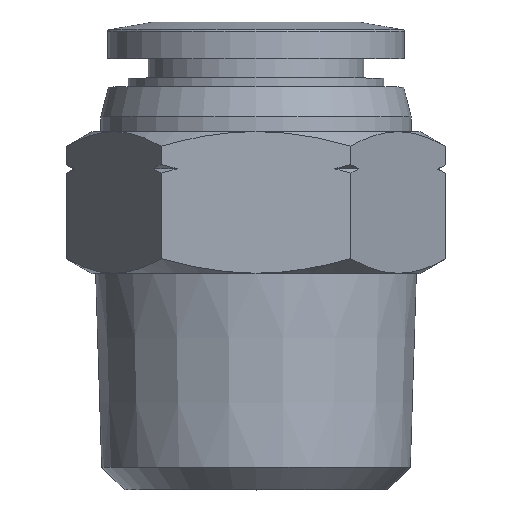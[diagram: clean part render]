
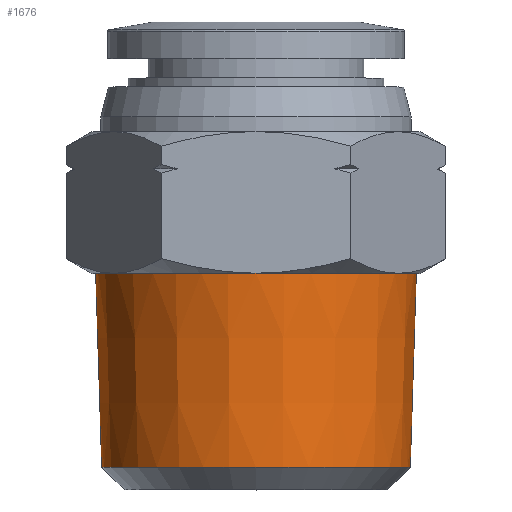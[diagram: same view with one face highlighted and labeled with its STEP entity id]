
A CAD part, top view. The second image highlights one B-rep face of the part: STEP entity #1676.
In plain terms, the highlighted conical face has half-angle 1.79 degrees and reference radius 10.547 mm.
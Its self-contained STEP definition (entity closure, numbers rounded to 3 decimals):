
#1642=CARTESIAN_POINT('',(-10.344,1.499,0.0));
#1643=VERTEX_POINT('',#1642);
#1644=CARTESIAN_POINT('',(0.0,1.499,0.0));
#1645=DIRECTION('',(0.0,1.0,0.0));
#1646=DIRECTION('',(-1.0,0.0,0.0));
#1647=AXIS2_PLACEMENT_3D('',#1644,#1645,#1646);
#1648=CIRCLE('',#1647,10.344);
#1649=EDGE_CURVE('',#1643,#1643,#1648,.T.);
#1657=CARTESIAN_POINT('',(0.0,8.,0.0));
#1658=DIRECTION('',(0.0,1.0,0.0));
#1659=DIRECTION('',(-1.0,0.0,0.0));
#1660=AXIS2_PLACEMENT_3D('',#1657,#1658,#1659);
#1661=CONICAL_SURFACE('',#1660,10.547,1.79);
#1662=CARTESIAN_POINT('',(-10.75,14.5,0.0));
#1663=VERTEX_POINT('',#1662);
#1664=CARTESIAN_POINT('',(0.0,14.5,0.0));
#1665=DIRECTION('',(0.0,1.0,0.0));
#1666=DIRECTION('',(-1.0,0.0,0.0));
#1667=AXIS2_PLACEMENT_3D('',#1664,#1665,#1666);
#1668=CIRCLE('',#1667,10.75);
#1669=EDGE_CURVE('',#1663,#1663,#1668,.T.);
#1670=ORIENTED_EDGE('',*,*,#1669,.F.);
#1671=EDGE_LOOP('',(#1670));
#1672=FACE_OUTER_BOUND('',#1671,.T.);
#1673=ORIENTED_EDGE('',*,*,#1649,.T.);
#1674=EDGE_LOOP('',(#1673));
#1675=FACE_BOUND('',#1674,.T.);
#1676=ADVANCED_FACE('',(#1672,#1675),#1661,.T.);
